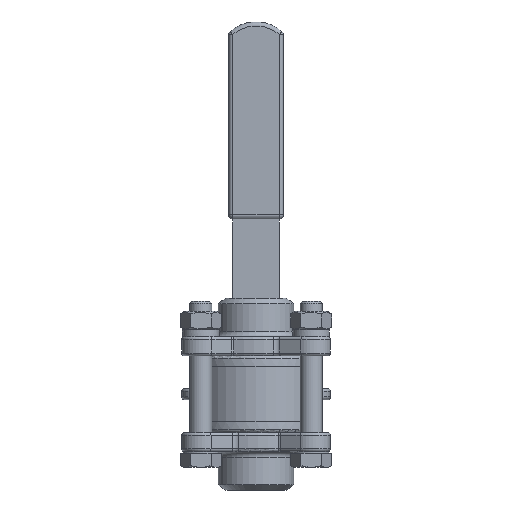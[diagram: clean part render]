
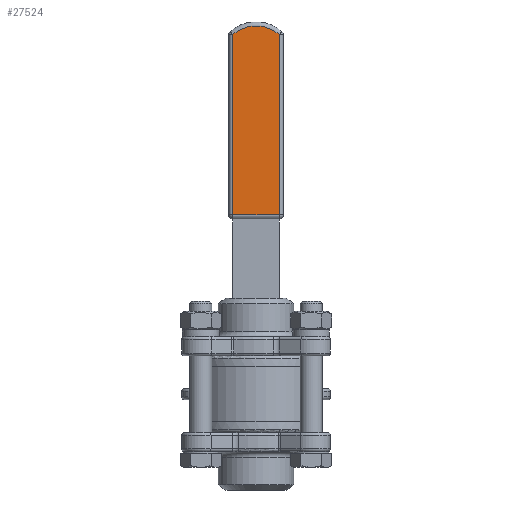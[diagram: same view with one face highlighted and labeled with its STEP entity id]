
A CAD part, front view. The second image highlights one B-rep face of the part: STEP entity #27524.
In plain terms, the highlighted planar face has unit normal (0, -1, 0).
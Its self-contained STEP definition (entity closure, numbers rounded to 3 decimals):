
#2831=CIRCLE('',#29377,13.);
#4342=FACE_OUTER_BOUND('',#5999,.T.);
#5999=EDGE_LOOP('',(#23564,#23565,#23566,#23567));
#8001=LINE('',#50664,#9981);
#8002=LINE('',#50666,#9982);
#8003=LINE('',#50667,#9983);
#9981=VECTOR('',#35035,65.836);
#9982=VECTOR('',#35036,17.);
#9983=VECTOR('',#35037,65.836);
#12412=VERTEX_POINT('',#50660);
#12413=VERTEX_POINT('',#50661);
#12414=VERTEX_POINT('',#50663);
#12415=VERTEX_POINT('',#50665);
#16197=EDGE_CURVE('',#12412,#12413,#2831,.T.);
#16198=EDGE_CURVE('',#12414,#12412,#8001,.T.);
#16199=EDGE_CURVE('',#12415,#12414,#8002,.T.);
#16200=EDGE_CURVE('',#12413,#12415,#8003,.T.);
#23564=ORIENTED_EDGE('',*,*,#16197,.F.);
#23565=ORIENTED_EDGE('',*,*,#16198,.F.);
#23566=ORIENTED_EDGE('',*,*,#16199,.F.);
#23567=ORIENTED_EDGE('',*,*,#16200,.F.);
#24524=PLANE('',#29376);
#27524=ADVANCED_FACE('',(#4342),#24524,.F.);
#29376=AXIS2_PLACEMENT_3D('',#50659,#35031,#35032);
#29377=AXIS2_PLACEMENT_3D('',#50662,#35033,#35034);
#35031=DIRECTION('center_axis',(0.,1.,0.));
#35032=DIRECTION('ref_axis',(0.,0.,1.));
#35033=DIRECTION('center_axis',(0.,1.,0.));
#35034=DIRECTION('ref_axis',(0.,0.,
1.));
#35035=DIRECTION('',(0.,0.,1.));
#35036=DIRECTION('',(-1.,0.,0.));
#35037=DIRECTION('',(0.,0.,-1.));
#50659=CARTESIAN_POINT('Origin',(0.,62.,97.574));
#50660=CARTESIAN_POINT('',(-8.5,62.,131.336));
#50661=CARTESIAN_POINT('',(8.5,62.,131.336));
#50662=CARTESIAN_POINT('Origin',(0.,62.,121.5));
#50663=CARTESIAN_POINT('',(-8.5,62.,65.5));
#50664=CARTESIAN_POINT('',(-8.5,62.,80.787));
#50665=CARTESIAN_POINT('',(8.5,62.,65.5));
#50666=CARTESIAN_POINT('',(5.,62.,65.5));
#50667=CARTESIAN_POINT('',(8.5,62.,114.787));
